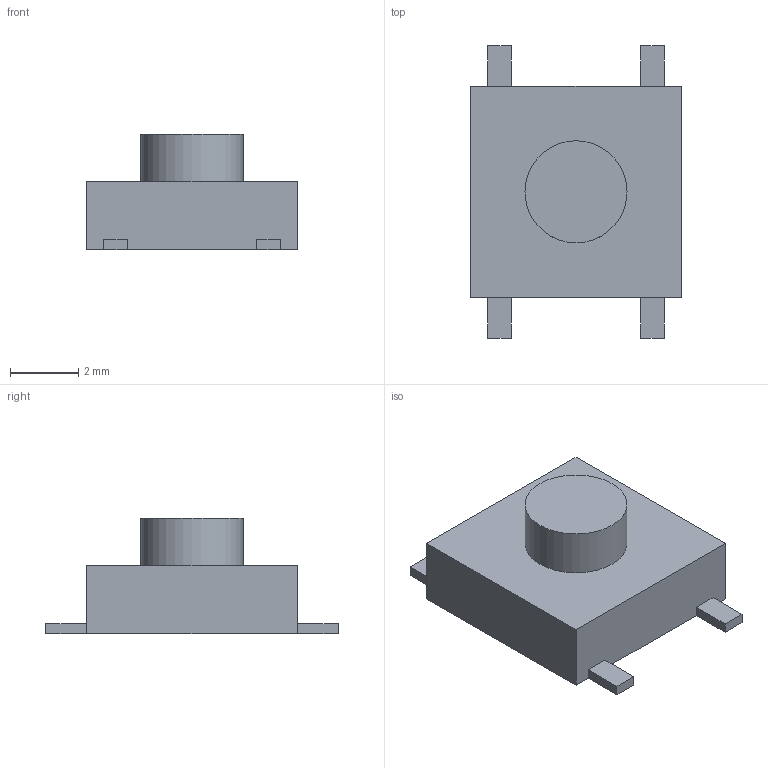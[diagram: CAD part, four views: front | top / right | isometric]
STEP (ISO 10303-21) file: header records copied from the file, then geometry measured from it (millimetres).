
FILE_DESCRIPTION(('FreeCAD Model'),'2;1');
FILE_NAME('Open CASCADE Shape Model','2025-08-10T14:57:43',(''),(''), 'Open CASCADE STEP processor 7.8','FreeCAD','Unknown');
FILE_SCHEMA(('AUTOMOTIVE_DESIGN { 1 0 10303 214 1 1 1 1 }'));
Length unit declared in the file: millimetre
Products named in the file (1): Body
Bounding box: 6.2 x 8.6 x 3.4 mm (x, y, z)
Volume: 87.8 mm3; surface area: 149.3 mm2
Topology: 1 solids, 1 shells, 24 faces, 63 edges, 42 vertices
Faces by surface type: plane 23, cylinder 1
Full cylindrical faces by diameter (mm): 3 x1
Entity records: 751 total; most frequent: CARTESIAN_POINT 130, ORIENTED_EDGE 126, DIRECTION 115, EDGE_CURVE 63, LINE 61, VECTOR 61, VERTEX_POINT 42, AXIS2_PLACEMENT_3D 27
